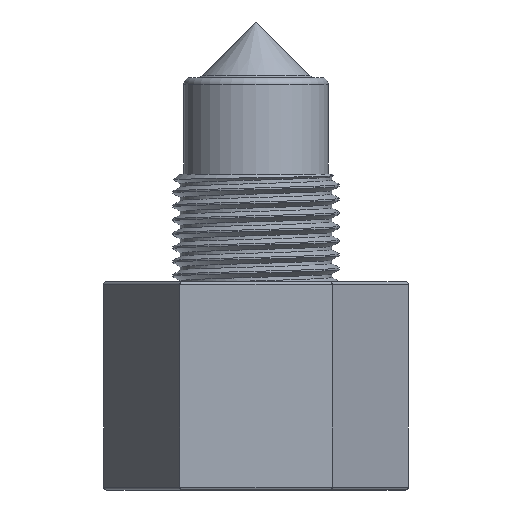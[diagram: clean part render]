
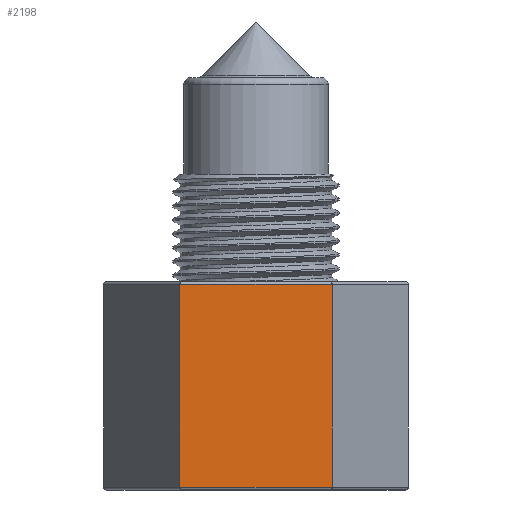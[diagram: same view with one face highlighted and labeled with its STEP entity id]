
A CAD part, front view. The second image highlights one B-rep face of the part: STEP entity #2198.
In plain terms, the highlighted planar face has unit normal (0, -1, 0).
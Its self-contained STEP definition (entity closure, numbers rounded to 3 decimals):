
#71 = CARTESIAN_POINT ( 'NONE',  ( 5.485, -9.5, -12.9 ) ) ;
#127 = CARTESIAN_POINT ( 'NONE',  ( -5.485, -9.5, -27.7 ) ) ;
#150 = ORIENTED_EDGE ( 'NONE', *, *, #2002, .F. ) ;
#213 = AXIS2_PLACEMENT_3D ( 'NONE', #972, #503, #2865 ) ;
#258 = CARTESIAN_POINT ( 'NONE',  ( -5.485, -9.5, -12.9 ) ) ;
#260 = DIRECTION ( 'NONE',  ( 1., 0., 0. ) ) ;
#371 = CARTESIAN_POINT ( 'NONE',  ( -5.485, -9.5, -27.5 ) ) ;
#430 = DIRECTION ( 'NONE',  ( -1., 0., 0. ) ) ;
#503 = DIRECTION ( 'NONE',  ( 0., -1., 0. ) ) ;
#656 = CARTESIAN_POINT ( 'NONE',  ( -5.485, -9.5, -12.9 ) ) ;
#733 = PLANE ( 'NONE',  #213 ) ;
#741 = LINE ( 'NONE', #127, #2361 ) ;
#866 = EDGE_LOOP ( 'NONE', ( #150, #1526, #2970, #2117 ) ) ;
#972 = CARTESIAN_POINT ( 'NONE',  ( -5.485, -9.5, -27.7 ) ) ;
#996 = CARTESIAN_POINT ( 'NONE',  ( -5.485, -9.5, -27.5 ) ) ;
#1013 = VERTEX_POINT ( 'NONE', #3026 ) ;
#1319 = LINE ( 'NONE', #656, #3008 ) ;
#1405 = EDGE_CURVE ( 'NONE', #1972, #3056, #1319, .T. ) ;
#1431 = LINE ( 'NONE', #1801, #1982 ) ;
#1526 = ORIENTED_EDGE ( 'NONE', *, *, #1567, .T. ) ;
#1567 = EDGE_CURVE ( 'NONE', #2510, #1013, #2162, .T. ) ;
#1801 = CARTESIAN_POINT ( 'NONE',  ( 5.485, -9.5, -27.7 ) ) ;
#1954 = DIRECTION ( 'NONE',  ( 0., 0., 1. ) ) ;
#1972 = VERTEX_POINT ( 'NONE', #71 ) ;
#1982 = VECTOR ( 'NONE', #2256, 1000. ) ;
#2002 = EDGE_CURVE ( 'NONE', #2510, #3056, #741, .T. ) ;
#2117 = ORIENTED_EDGE ( 'NONE', *, *, #1405, .T. ) ;
#2162 = LINE ( 'NONE', #996, #2423 ) ;
#2198 = ADVANCED_FACE ( 'NONE', ( #2262 ), #733, .T. ) ;
#2256 = DIRECTION ( 'NONE',  ( 0., 0., 1. ) ) ;
#2262 = FACE_OUTER_BOUND ( 'NONE', #866, .T. ) ;
#2361 = VECTOR ( 'NONE', #1954, 1000. ) ;
#2423 = VECTOR ( 'NONE', #260, 1000. ) ;
#2510 = VERTEX_POINT ( 'NONE', #371 ) ;
#2851 = EDGE_CURVE ( 'NONE', #1013, #1972, #1431, .T. ) ;
#2865 = DIRECTION ( 'NONE',  ( 0., 0., -1. ) ) ;
#2970 = ORIENTED_EDGE ( 'NONE', *, *, #2851, .T. ) ;
#3008 = VECTOR ( 'NONE', #430, 1000. ) ;
#3026 = CARTESIAN_POINT ( 'NONE',  ( 5.485, -9.5, -27.5 ) ) ;
#3056 = VERTEX_POINT ( 'NONE', #258 ) ;
